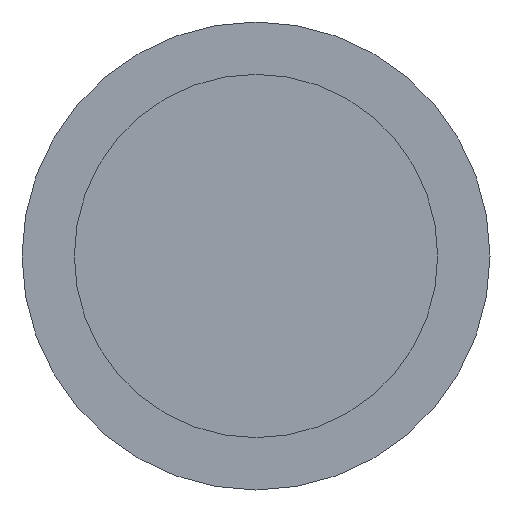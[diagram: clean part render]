
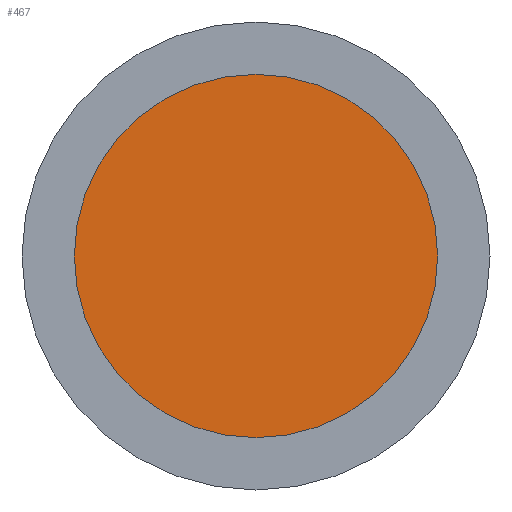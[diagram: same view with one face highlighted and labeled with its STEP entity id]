
A CAD part, front view. The second image highlights one B-rep face of the part: STEP entity #467.
In plain terms, the highlighted planar face has unit normal (0, -1, 0).
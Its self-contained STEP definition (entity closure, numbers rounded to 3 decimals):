
#51=CARTESIAN_POINT('',(6.6,0.0,0.0));
#52=VERTEX_POINT('',#51);
#68=CARTESIAN_POINT('',(-6.6,0.0,0.));
#69=VERTEX_POINT('',#68);
#76=CARTESIAN_POINT('',(0.0,0.0,0.0));
#77=DIRECTION('',(0.0,-1.0,0.0));
#78=DIRECTION('',(1.0,0.0,0.0));
#79=AXIS2_PLACEMENT_3D('',#76,#77,#78);
#80=CIRCLE('',#79,6.6);
#81=EDGE_CURVE('',#52,#69,#80,.T.);
#446=CARTESIAN_POINT('',(0.0,0.0,0.0));
#447=DIRECTION('',(0.0,-1.0,0.0));
#448=DIRECTION('',(1.0,0.0,0.0));
#449=AXIS2_PLACEMENT_3D('',#446,#447,#448);
#450=CIRCLE('',#449,6.6);
#451=EDGE_CURVE('',#69,#52,#450,.T.);
#458=CARTESIAN_POINT('',(3.3,0.0,0.0));
#459=DIRECTION('',(0.0,-1.0,0.0));
#460=DIRECTION('',(0.0,0.0,-1.0));
#461=AXIS2_PLACEMENT_3D('',#458,#459,#460);
#462=PLANE('',#461);
#463=ORIENTED_EDGE('',*,*,#81,.T.);
#464=ORIENTED_EDGE('',*,*,#451,.T.);
#465=EDGE_LOOP('',(#463,#464));
#466=FACE_OUTER_BOUND('',#465,.T.);
#467=ADVANCED_FACE('',(#466),#462,.T.);
